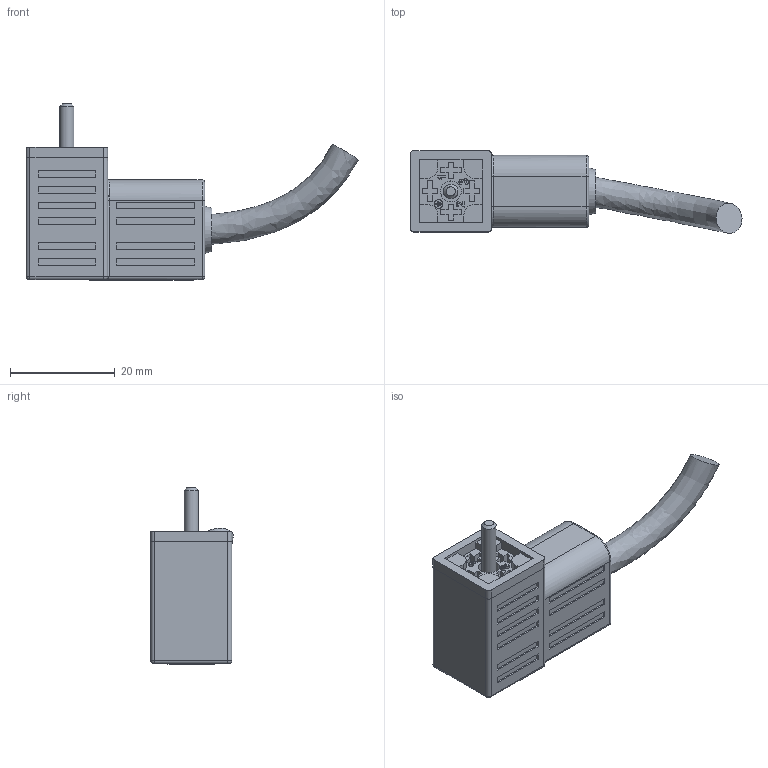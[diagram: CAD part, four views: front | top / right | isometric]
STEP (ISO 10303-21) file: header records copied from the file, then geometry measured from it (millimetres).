
FILE_DESCRIPTION (( 'STEP AP214' ), '1' );
FILE_NAME ('SC8-5T.STEP', '2012-03-22T14:59:44', ( ' ' ), ( ' ' ), 'SwSTEP 2.0', 'SolidWorks 2011', '' );
FILE_SCHEMA (( 'AUTOMOTIVE_DESIGN' ));
Length unit declared in the file: millimetre
Products named in the file (1): SC8-5T
Bounding box: 63.37 x 15.76 x 33.61 mm (x, y, z)
Volume: 11160.3 mm3; surface area: 5725.5 mm2
Topology: 4 solids, 4 shells, 334 faces, 845 edges, 551 vertices
Faces by surface type: plane 255, cylinder 34, bspline 32, torus 9, cone 2, sphere 2
Full cylindrical faces by diameter (mm): 1.688 x1, 2.75 x1, 4 x1, 5.75 x1, 6 x2
Entity records: 11170 total; most frequent: CARTESIAN_POINT 3266, ORIENTED_EDGE 1652, DIRECTION 1445, EDGE_CURVE 826, VECTOR 673, LINE 673, VERTEX_POINT 546, AXIS2_PLACEMENT_3D 386
